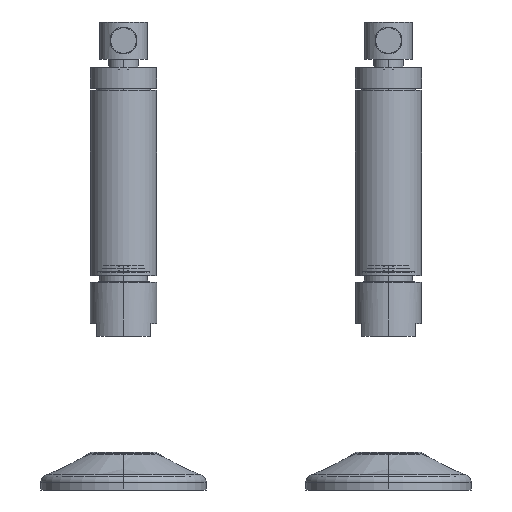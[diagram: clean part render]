
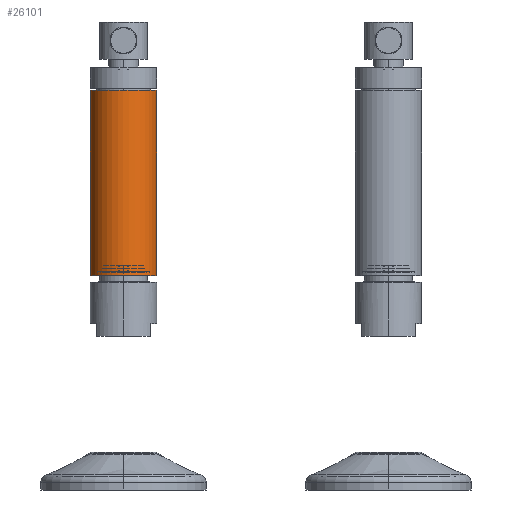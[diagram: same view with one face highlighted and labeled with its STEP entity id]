
A CAD part, front view. The second image highlights one B-rep face of the part: STEP entity #26101.
In plain terms, the highlighted cylindrical face has radius 12.7 mm (diameter 25.4 mm), a partial arc.
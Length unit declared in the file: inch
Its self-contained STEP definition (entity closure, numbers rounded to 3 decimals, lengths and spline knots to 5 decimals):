
#22556=CARTESIAN_POINT('',(0.,0.,-2.05));
#22557=DIRECTION('',(0.,0.,-1.));
#22558=DIRECTION('',(1.,0.,0.));
#22559=AXIS2_PLACEMENT_3D('',#22556,#22557,#22558);
#22576=DIRECTION('',(0.,0.,1.));
#22577=VECTOR('',#22576,0.75);
#22578=CARTESIAN_POINT('',(0.5,0.,0.));
#22579=LINE('',#22578,#22577);
#22580=DIRECTION('',(0.,0.,-1.));
#22581=VECTOR('',#22580,0.75);
#22582=CARTESIAN_POINT('',(-0.5,0.,0.75));
#22583=LINE('',#22582,#22581);
#22608=CARTESIAN_POINT('',(0.,0.,0.75));
#22609=DIRECTION('',(0.,0.,1.));
#22610=DIRECTION('',(-1.,0.,0.));
#22611=AXIS2_PLACEMENT_3D('',#22608,#22609,#22610);
#25219=DIRECTION('',(0.,0.,1.));
#25220=VECTOR('',#25219,2.05);
#25221=CARTESIAN_POINT('',(0.5,0.,-2.05));
#25222=LINE('',#25221,#25220);
#25247=DIRECTION('',(0.,0.,-1.));
#25248=VECTOR('',#25247,2.05);
#25249=CARTESIAN_POINT('',(-0.5,0.,0.));
#25250=LINE('',#25249,#25248);
#25868=CARTESIAN_POINT('',(0.5,0.,-2.05));
#25869=CARTESIAN_POINT('',(-0.5,0.,-2.05));
#25870=VERTEX_POINT('',#25868);
#25871=VERTEX_POINT('',#25869);
#25876=CARTESIAN_POINT('',(0.5,0.,0.));
#25877=CARTESIAN_POINT('',(0.5,0.,0.75));
#25878=VERTEX_POINT('',#25876);
#25879=VERTEX_POINT('',#25877);
#25880=CARTESIAN_POINT('',(-0.5,0.,0.));
#25881=VERTEX_POINT('',#25880);
#25882=CARTESIAN_POINT('',(-0.5,0.,0.75));
#25883=VERTEX_POINT('',#25882);
#26083=CARTESIAN_POINT('',(0.,0.,-2.106));
#26084=DIRECTION('',(0.,0.,1.));
#26085=DIRECTION('',(1.,0.,0.));
#26086=AXIS2_PLACEMENT_3D('',#26083,#26084,#26085);
#26087=CYLINDRICAL_SURFACE('',#26086,0.5);
#26089=ORIENTED_EDGE('',*,*,#26088,.F.);
#26091=ORIENTED_EDGE('',*,*,#26090,.F.);
#26092=ORIENTED_EDGE('',*,*,#26070,.T.);
#26094=ORIENTED_EDGE('',*,*,#26093,.F.);
#26096=ORIENTED_EDGE('',*,*,#26095,.F.);
#26098=ORIENTED_EDGE('',*,*,#26097,.T.);
#26099=EDGE_LOOP('',(#26089,#26091,#26092,#26094,#26096,#26098));
#26100=FACE_OUTER_BOUND('',#26099,.F.);
#26101=ADVANCED_FACE('',(#26100),#26087,.T.);
#22560=CIRCLE('',#22559,0.5);
#22612=CIRCLE('',#22611,0.5);
#26070=EDGE_CURVE('',#25870,#25871,#22560,.T.);
#26088=EDGE_CURVE('',#25878,#25879,#22579,.T.);
#26090=EDGE_CURVE('',#25870,#25878,#25222,.T.);
#26093=EDGE_CURVE('',#25881,#25871,#25250,.T.);
#26095=EDGE_CURVE('',#25883,#25881,#22583,.T.);
#26097=EDGE_CURVE('',#25883,#25879,#22612,.T.);
